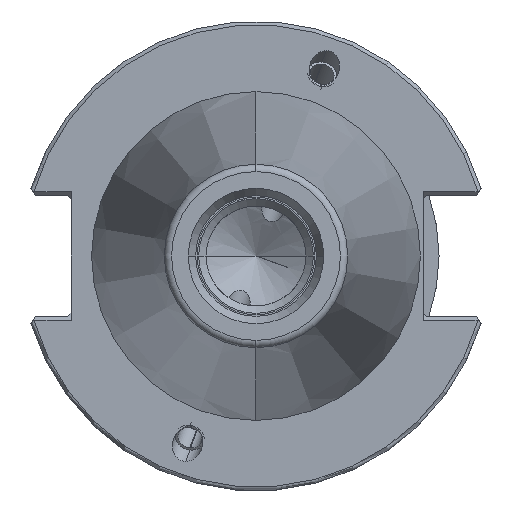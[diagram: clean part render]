
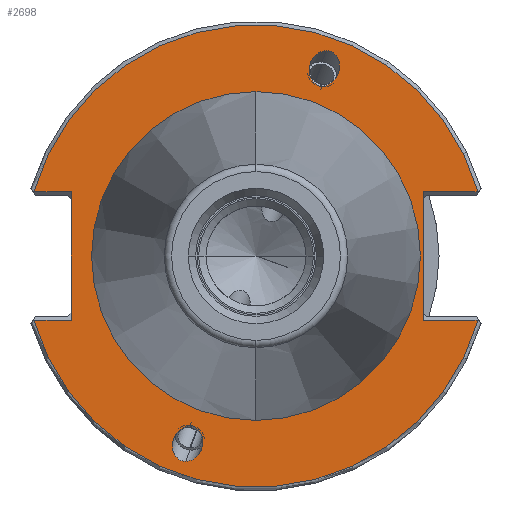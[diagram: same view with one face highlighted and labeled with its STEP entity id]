
A CAD part, left-side view. The second image highlights one B-rep face of the part: STEP entity #2698.
In plain terms, the highlighted planar face has unit normal (-1, 0, 0).
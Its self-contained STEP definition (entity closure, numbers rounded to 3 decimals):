
#116=CARTESIAN_POINT('',(3.175,0.,0.));
#117=DIRECTION('',(1.,0.,0.));
#118=DIRECTION('',(0.,1.,0.));
#119=AXIS2_PLACEMENT_3D('',#116,#117,#118);
#121=CARTESIAN_POINT('',(3.175,0.,0.));
#122=DIRECTION('',(1.,0.,0.));
#123=DIRECTION('',(0.,-1.,0.));
#124=AXIS2_PLACEMENT_3D('',#121,#122,#123);
#126=CARTESIAN_POINT('',(3.175,9.498,-27.766));
#127=CARTESIAN_POINT('',(3.175,9.257,-27.766));
#128=CARTESIAN_POINT('',(3.175,8.727,-27.663));
#129=CARTESIAN_POINT('',(3.175,7.941,-27.117));
#130=CARTESIAN_POINT('',(3.175,7.379,-26.257));
#131=CARTESIAN_POINT('',(3.175,7.151,-25.372));
#132=CARTESIAN_POINT('',(3.175,7.185,-24.486));
#133=CARTESIAN_POINT('',(3.175,7.557,-23.627));
#134=CARTESIAN_POINT('',(3.175,8.223,-23.08));
#135=CARTESIAN_POINT('',(3.175,8.731,-22.978));
#136=CARTESIAN_POINT('',(3.175,8.971,-22.978));
#138=CARTESIAN_POINT('',(3.175,8.971,-22.978));
#139=CARTESIAN_POINT('',(3.175,9.212,-22.978));
#140=CARTESIAN_POINT('',(3.175,9.742,-23.08));
#141=CARTESIAN_POINT('',(3.175,10.528,-23.627));
#142=CARTESIAN_POINT('',(3.175,11.09,-24.486));
#143=CARTESIAN_POINT('',(3.175,11.318,-25.372));
#144=CARTESIAN_POINT('',(3.175,11.284,-26.257));
#145=CARTESIAN_POINT('',(3.175,10.912,-27.117));
#146=CARTESIAN_POINT('',(3.175,10.246,-27.663));
#147=CARTESIAN_POINT('',(3.175,9.738,-27.766));
#148=CARTESIAN_POINT('',(3.175,9.498,-27.766));
#150=CARTESIAN_POINT('',(3.175,-9.498,27.766));
#151=CARTESIAN_POINT('',(3.175,-9.257,27.766));
#152=CARTESIAN_POINT('',(3.175,-8.727,27.663));
#153=CARTESIAN_POINT('',(3.175,-7.941,27.117));
#154=CARTESIAN_POINT('',(3.175,-7.379,26.257));
#155=CARTESIAN_POINT('',(3.175,-7.151,25.372));
#156=CARTESIAN_POINT('',(3.175,-7.185,24.486));
#157=CARTESIAN_POINT('',(3.175,-7.557,23.627));
#158=CARTESIAN_POINT('',(3.175,-8.223,23.08));
#159=CARTESIAN_POINT('',(3.175,-8.731,22.978));
#160=CARTESIAN_POINT('',(3.175,-8.971,22.978));
#162=CARTESIAN_POINT('',(3.175,-8.971,22.978));
#163=CARTESIAN_POINT('',(3.175,-9.212,22.978));
#164=CARTESIAN_POINT('',(3.175,-9.742,23.08));
#165=CARTESIAN_POINT('',(3.175,-10.528,23.627));
#166=CARTESIAN_POINT('',(3.175,-11.09,24.486));
#167=CARTESIAN_POINT('',(3.175,-11.318,25.372));
#168=CARTESIAN_POINT('',(3.175,-11.284,26.257));
#169=CARTESIAN_POINT('',(3.175,-10.912,27.117));
#170=CARTESIAN_POINT('',(3.175,-10.246,27.663));
#171=CARTESIAN_POINT('',(3.175,-9.738,27.766));
#172=CARTESIAN_POINT('',(3.175,-9.498,27.766));
#174=DIRECTION('',(0.,-1.,0.));
#175=VECTOR('',#174,5.017);
#176=CARTESIAN_POINT('',(3.175,30.017,8.69));
#177=LINE('',#176,#175);
#178=DIRECTION('',(0.,-1.,0.));
#179=VECTOR('',#178,7.417);
#180=CARTESIAN_POINT('',(3.175,-22.6,8.69));
#181=LINE('',#180,#179);
#182=DIRECTION('',(0.,1.,0.));
#183=VECTOR('',#182,7.417);
#184=CARTESIAN_POINT('',(3.175,-30.017,-8.69));
#185=LINE('',#184,#183);
#186=DIRECTION('',(0.,1.,0.));
#187=VECTOR('',#186,5.017);
#188=CARTESIAN_POINT('',(3.175,25.,-8.69));
#189=LINE('',#188,#187);
#1451=DIRECTION('',(0.,0.,-1.));
#1452=VECTOR('',#1451,17.38);
#1453=CARTESIAN_POINT('',(3.175,25.,8.69));
#1454=LINE('',#1453,#1452);
#1750=CARTESIAN_POINT('',(3.175,0.,0.));
#1751=DIRECTION('',(-1.,0.,0.));
#1752=DIRECTION('',(0.,0.961,-0.278));
#1753=AXIS2_PLACEMENT_3D('',#1750,#1751,#1752);
#1822=CARTESIAN_POINT('',(3.175,0.,0.));
#1823=DIRECTION('',(-1.,0.,0.));
#1824=DIRECTION('',(0.,-0.961,0.278));
#1825=AXIS2_PLACEMENT_3D('',#1822,#1823,#1824);
#1880=DIRECTION('',(0.,0.,1.));
#1881=VECTOR('',#1880,17.38);
#1882=CARTESIAN_POINT('',(3.175,-22.6,-8.69));
#1883=LINE('',#1882,#1881);
#2159=CARTESIAN_POINT('',(3.175,22.2,0.));
#2160=CARTESIAN_POINT('',(3.175,-22.2,0.));
#2161=VERTEX_POINT('',#2159);
#2162=VERTEX_POINT('',#2160);
#2225=VERTEX_POINT('',#126);
#2226=VERTEX_POINT('',#136);
#2263=CARTESIAN_POINT('',(3.175,30.017,8.69));
#2264=CARTESIAN_POINT('',(3.175,25.,8.69));
#2265=VERTEX_POINT('',#2263);
#2266=VERTEX_POINT('',#2264);
#2271=CARTESIAN_POINT('',(3.175,25.,-8.69));
#2272=CARTESIAN_POINT('',(3.175,30.017,-8.69));
#2273=VERTEX_POINT('',#2271);
#2274=VERTEX_POINT('',#2272);
#2279=CARTESIAN_POINT('',(3.175,-22.6,8.69));
#2280=CARTESIAN_POINT('',(3.175,-30.017,8.69));
#2281=VERTEX_POINT('',#2279);
#2282=VERTEX_POINT('',#2280);
#2287=CARTESIAN_POINT('',(3.175,-30.017,
-8.69));
#2288=CARTESIAN_POINT('',(3.175,-22.6,-8.69));
#2289=VERTEX_POINT('',#2287);
#2290=VERTEX_POINT('',#2288);
#2325=CARTESIAN_POINT('',(3.175,-9.498,27.766));
#2326=VERTEX_POINT('',#2325);
#2327=CARTESIAN_POINT('',(3.175,-8.971,22.978));
#2328=VERTEX_POINT('',#2327);
#2659=CARTESIAN_POINT('',(3.175,0.,0.));
#2660=DIRECTION('',(1.,0.,0.));
#2661=DIRECTION('',(0.,0.,1.));
#2662=AXIS2_PLACEMENT_3D('',#2659,#2660,#2661);
#2663=PLANE('',#2662);
#2665=ORIENTED_EDGE('',*,*,#2664,.F.);
#2667=ORIENTED_EDGE('',*,*,#2666,.F.);
#2669=ORIENTED_EDGE('',*,*,#2668,.F.);
#2671=ORIENTED_EDGE('',*,*,#2670,.F.);
#2673=ORIENTED_EDGE('',*,*,#2672,.F.);
#2675=ORIENTED_EDGE('',*,*,#2674,.F.);
#2677=ORIENTED_EDGE('',*,*,#2676,.F.);
#2679=ORIENTED_EDGE('',*,*,#2678,.F.);
#2680=EDGE_LOOP('',(#2665,#2667,#2669,#2671,#2673,#2675,#2677,#2679));
#2681=FACE_OUTER_BOUND('',#2680,.F.);
#2683=ORIENTED_EDGE('',*,*,#2682,.T.);
#2685=ORIENTED_EDGE('',*,*,#2684,.T.);
#2686=EDGE_LOOP('',(#2683,#2685));
#2687=FACE_BOUND('',#2686,.F.);
#2689=ORIENTED_EDGE('',*,*,#2688,.T.);
#2691=ORIENTED_EDGE('',*,*,#2690,.T.);
#2692=EDGE_LOOP('',(#2689,#2691));
#2693=FACE_BOUND('',#2692,.F.);
#2694=ORIENTED_EDGE('',*,*,#2612,.F.);
#2695=ORIENTED_EDGE('',*,*,#2627,.F.);
#2696=EDGE_LOOP('',(#2694,#2695));
#2697=FACE_BOUND('',#2696,.F.);
#2698=ADVANCED_FACE('',(#2681,#2687,#2693,#2697),#2663,.F.);
#120=CIRCLE('',#119,22.2);
#125=CIRCLE('',#124,22.2);
#137=B_SPLINE_CURVE_WITH_KNOTS('',3,(#126,#127,#128,#129,#130,#131,#132,#133,
#134,#135,#136),.UNSPECIFIED.,.F.,.F.,(4,1,1,1,1,1,1,1,4),(0.,0.125,0.25,
0.375,0.5,0.625,0.75,0.875,1.),.UNSPECIFIED.);
#149=B_SPLINE_CURVE_WITH_KNOTS('',3,(#138,#139,#140,#141,#142,#143,#144,#145,
#146,#147,#148),.UNSPECIFIED.,.F.,.F.,(4,1,1,1,1,1,1,1,4),(0.,0.125,0.25,
0.375,0.5,0.625,0.75,0.875,1.),.UNSPECIFIED.);
#161=B_SPLINE_CURVE_WITH_KNOTS('',3,(#150,#151,#152,#153,#154,#155,#156,#157,
#158,#159,#160),.UNSPECIFIED.,.F.,.F.,(4,1,1,1,1,1,1,1,4),(0.,0.125,0.25,
0.375,0.5,0.625,0.75,0.875,1.),.UNSPECIFIED.);
#173=B_SPLINE_CURVE_WITH_KNOTS('',3,(#162,#163,#164,#165,#166,#167,#168,#169,
#170,#171,#172),.UNSPECIFIED.,.F.,.F.,(4,1,1,1,1,1,1,1,4),(0.,0.125,0.25,
0.375,0.5,0.625,0.75,0.875,1.),.UNSPECIFIED.);
#1754=CIRCLE('',#1753,31.25);
#1826=CIRCLE('',#1825,31.25);
#2612=EDGE_CURVE('',#2161,#2162,#120,.T.);
#2627=EDGE_CURVE('',#2162,#2161,#125,.T.);
#2664=EDGE_CURVE('',#2265,#2266,#177,.T.);
#2666=EDGE_CURVE('',#2282,#2265,#1826,.T.);
#2668=EDGE_CURVE('',#2281,#2282,#181,.T.);
#2670=EDGE_CURVE('',#2290,#2281,#1883,.T.);
#2672=EDGE_CURVE('',#2289,#2290,#185,.T.);
#2674=EDGE_CURVE('',#2274,#2289,#1754,.T.);
#2676=EDGE_CURVE('',#2273,#2274,#189,.T.);
#2678=EDGE_CURVE('',#2266,#2273,#1454,.T.);
#2682=EDGE_CURVE('',#2225,#2226,#137,.T.);
#2684=EDGE_CURVE('',#2226,#2225,#149,.T.);
#2688=EDGE_CURVE('',#2326,#2328,#161,.T.);
#2690=EDGE_CURVE('',#2328,#2326,#173,.T.);
